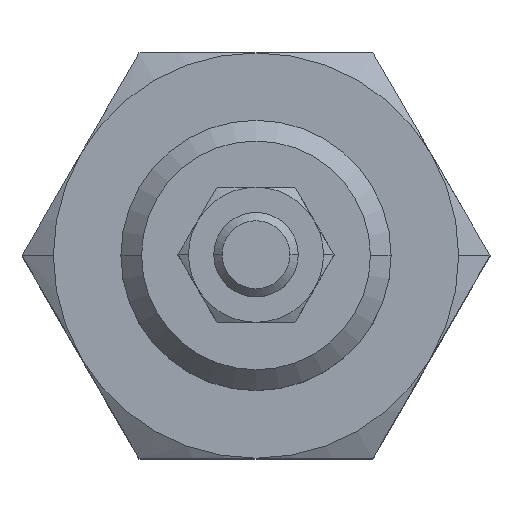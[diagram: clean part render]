
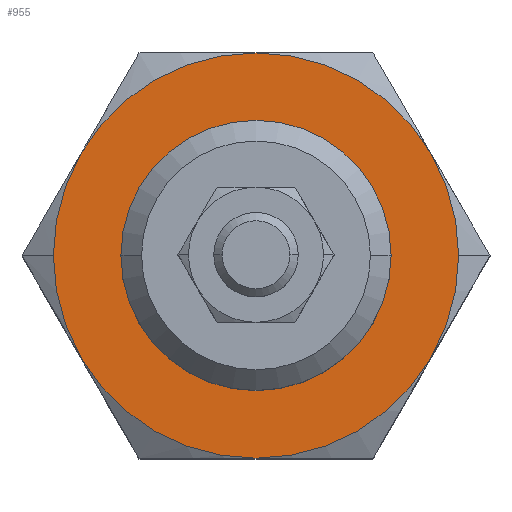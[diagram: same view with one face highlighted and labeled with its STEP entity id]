
A CAD part, top view. The second image highlights one B-rep face of the part: STEP entity #955.
In plain terms, the highlighted planar face has unit normal (0, 0, 1).
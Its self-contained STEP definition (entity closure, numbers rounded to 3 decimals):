
#823=EDGE_CURVE('',#979,#1313,#2199,.T.);
#907=VERTEX_POINT('',#2296);
#955=ADVANCED_FACE('',(#2348,#2349),#2350,.T.);
#979=VERTEX_POINT('',#2375);
#1017=EDGE_CURVE('',#907,#2053,#2418,.T.);
#1053=EDGE_CURVE('',#1587,#1755,#2460,.T.);
#1111=EDGE_CURVE('',#1755,#1819,#2526,.T.);
#1151=EDGE_CURVE('',#1313,#1563,#2572,.T.);
#1313=VERTEX_POINT('',#2752);
#1319=VERTEX_POINT('',#2758);
#1355=EDGE_CURVE('',#1319,#979,#2795,.T.);
#1385=EDGE_CURVE('',#1563,#1605,#2826,.T.);
#1563=VERTEX_POINT('',#3027);
#1587=VERTEX_POINT('',#3055);
#1605=VERTEX_POINT('',#3079);
#1669=EDGE_CURVE('',#2053,#907,#3155,.T.);
#1735=EDGE_CURVE('',#1819,#1319,#3223,.T.);
#1755=VERTEX_POINT('',#3243);
#1787=EDGE_CURVE('',#1605,#1587,#3277,.T.);
#1819=VERTEX_POINT('',#3312);
#2053=VERTEX_POINT('',#3581);
#2199=CIRCLE('',#3771,12.0);
#2296=CARTESIAN_POINT('',(0.,-8.,47.5));
#2348=FACE_OUTER_BOUND('',#4035,.T.);
#2349=FACE_BOUND('',#4036,.T.);
#2350=PLANE('',#4037);
#2375=CARTESIAN_POINT('',(10.392,-6.0,47.5));
#2418=CIRCLE('',#4144,8.);
#2460=CIRCLE('',#4202,12.0);
#2526=CIRCLE('',#4336,12.0);
#2572=CIRCLE('',#4428,12.0);
#2752=CARTESIAN_POINT('',(0.,-12.0,47.5));
#2758=CARTESIAN_POINT('',(12.0,0.,47.5));
#2795=CIRCLE('',#4826,12.0);
#2826=CIRCLE('',#4898,12.0);
#3027=CARTESIAN_POINT('',(-10.392,-6.,47.5));
#3055=CARTESIAN_POINT('',(-10.392,6.,47.5));
#3079=CARTESIAN_POINT('',(-12.0,0.,47.5));
#3155=CIRCLE('',#5585,8.);
#3223=CIRCLE('',#5741,12.0);
#3243=CARTESIAN_POINT('',(0.,12.0,47.5));
#3277=CIRCLE('',#5839,12.0);
#3312=CARTESIAN_POINT('',(10.392,6.0,47.5));
#3581=CARTESIAN_POINT('',(0.,8.,47.5));
#3771=AXIS2_PLACEMENT_3D('',#6531,#6532,#6533);
#4035=EDGE_LOOP('',(#6710,#6711,#6712,#6713,#6714,#6715,#6716,#6717));
#4036=EDGE_LOOP('',(#6718,#6719));
#4037=AXIS2_PLACEMENT_3D('',#6720,#6721,#6722);
#4144=AXIS2_PLACEMENT_3D('',#6795,#6796,#6797);
#4202=AXIS2_PLACEMENT_3D('',#6850,#6851,#6852);
#4336=AXIS2_PLACEMENT_3D('',#6931,#6932,#6933);
#4428=AXIS2_PLACEMENT_3D('',#6997,#6998,#6999);
#4826=AXIS2_PLACEMENT_3D('',#7231,#7232,#7233);
#4898=AXIS2_PLACEMENT_3D('',#7241,#7242,#7243);
#5585=AXIS2_PLACEMENT_3D('',#7655,#7656,#7657);
#5741=AXIS2_PLACEMENT_3D('',#7692,#7693,#7694);
#5839=AXIS2_PLACEMENT_3D('',#7739,#7740,#7741);
#6531=CARTESIAN_POINT('',(0.,0.,47.5));
#6532=DIRECTION('',(-0.0,0.0,-1.0));
#6533=DIRECTION('',(-1.0,0.,0.0));
#6710=ORIENTED_EDGE('',*,*,#1385,.F.);
#6711=ORIENTED_EDGE('',*,*,#1151,.F.);
#6712=ORIENTED_EDGE('',*,*,#823,.F.);
#6713=ORIENTED_EDGE('',*,*,#1355,.F.);
#6714=ORIENTED_EDGE('',*,*,#1735,.F.);
#6715=ORIENTED_EDGE('',*,*,#1111,.F.);
#6716=ORIENTED_EDGE('',*,*,#1053,.F.);
#6717=ORIENTED_EDGE('',*,*,#1787,.F.);
#6718=ORIENTED_EDGE('',*,*,#1017,.T.);
#6719=ORIENTED_EDGE('',*,*,#1669,.T.);
#6720=CARTESIAN_POINT('',(-9.386,0.,47.5));
#6721=DIRECTION('',(0.0,0.0,1.0));
#6722=DIRECTION('',(-1.0,0.,0.0));
#6795=CARTESIAN_POINT('',(0.0,0.,47.5));
#6796=DIRECTION('',(0.0,0.0,-1.0));
#6797=DIRECTION('',(0.,-1.0,0.0));
#6850=CARTESIAN_POINT('',(0.,0.,47.5));
#6851=DIRECTION('',(-0.0,0.0,-1.0));
#6852=DIRECTION('',(-1.0,0.,0.0));
#6931=CARTESIAN_POINT('',(0.,0.,47.5));
#6932=DIRECTION('',(-0.0,0.0,-1.0));
#6933=DIRECTION('',(-1.0,0.,0.0));
#6997=CARTESIAN_POINT('',(0.,0.,47.5));
#6998=DIRECTION('',(-0.0,0.0,-1.0));
#6999=DIRECTION('',(-1.0,0.,0.0));
#7231=CARTESIAN_POINT('',(0.,0.,47.5));
#7232=DIRECTION('',(-0.0,0.0,-1.0));
#7233=DIRECTION('',(-1.0,0.,0.0));
#7241=CARTESIAN_POINT('',(0.,0.,47.5));
#7242=DIRECTION('',(-0.0,0.0,-1.0));
#7243=DIRECTION('',(-1.0,0.,0.0));
#7655=CARTESIAN_POINT('',(0.0,0.,47.5));
#7656=DIRECTION('',(0.0,0.0,-1.0));
#7657=DIRECTION('',(0.,-1.0,0.0));
#7692=CARTESIAN_POINT('',(0.,0.,47.5));
#7693=DIRECTION('',(-0.0,0.0,-1.0));
#7694=DIRECTION('',(-1.0,0.,0.0));
#7739=CARTESIAN_POINT('',(0.,0.,47.5));
#7740=DIRECTION('',(-0.0,0.0,-1.0));
#7741=DIRECTION('',(-1.0,0.,0.0));
